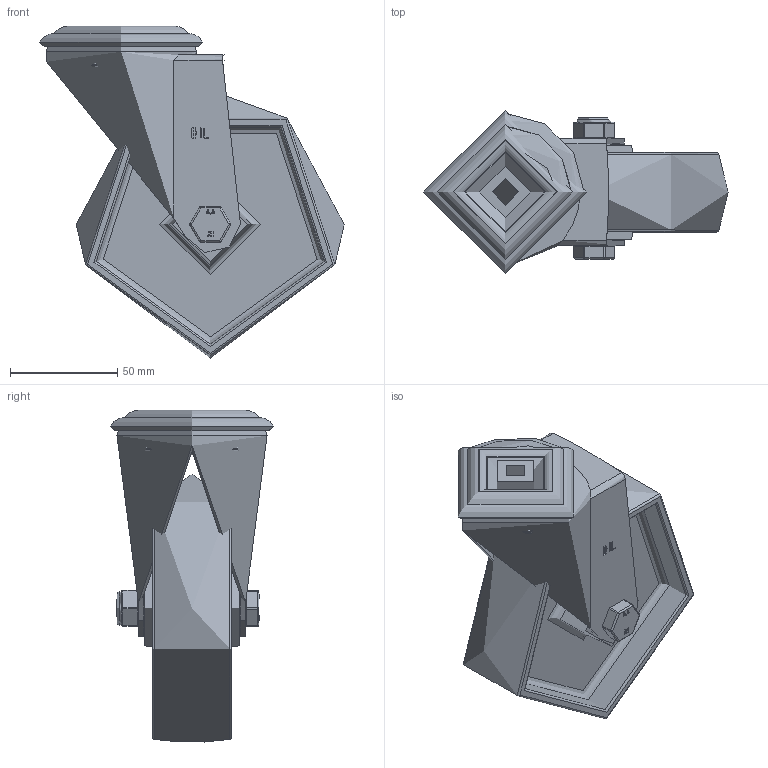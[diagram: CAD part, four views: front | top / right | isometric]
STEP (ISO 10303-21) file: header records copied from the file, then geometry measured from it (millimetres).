
FILE_DESCRIPTION(/* description */ ('','CAx-IF Rec.Pracs.---Representation and Presentation of Product Manufacturing Information (PMI)---4.0---2014-10-13'),/* implementation_level */ '2;1');
FILE_NAME(/* name */ 'BZMM125PLBH12.step',/* time_stamp */ '2024-12-05T16:13:44Z',/* author */ (''),/* organization */ (''),/* preprocessor_version */ 'ST-DEVELOPER v20',/* originating_system */ 'Autodesk Translation Framework v13.20.0.188',/* authorisation */ '');
FILE_SCHEMA (('AP242_MANAGED_MODEL_BASED_3D_ENGINEERING_MIM_LF { 1 0 10303 442 1 1 4 }'));
Length unit declared in the file: millimetre
Products named in the file (14): BZMM125PLBH12; BZMM125ASBH12 v1; ZINC PLATED, PRESSED STEEL HEAD; ZINC PLATED, PRESSED STEEL FORKS; BZMH125WPL v2; BZMH125WPL; TUBEM15X45 v1; ZINC PLATED, STEEL TUBE; HEXBOLTM10X60Z8.8 v2; GRADE 8.8 ZINC PLATED BOLT; NYLOCM10Z v1; NYLOC NUT; RUBBER; NUT
Assembly tree (13 placements, depth 4):
  BZMM125PLBH12
    BZMM125ASBH12 v1
      ZINC PLATED, PRESSED STEEL HEAD
      ZINC PLATED, PRESSED STEEL FORKS
    BZMH125WPL v2
      BZMH125WPL
    TUBEM15X45 v1
      ZINC PLATED, STEEL TUBE
    HEXBOLTM10X60Z8.8 v2
      GRADE 8.8 ZINC PLATED BOLT
    NYLOCM10Z v1
      NYLOC NUT
        RUBBER
        NUT
Bounding box: 142 x 76 x 154.85 mm (x, y, z)
Volume: 249662.4 mm3; surface area: 108876.9 mm2
Topology: 7 solids, 7 shells, 331 faces, 777 edges, 489 vertices
Faces by surface type: plane 115, cylinder 107, bspline 53, torus 29, sphere 18, cone 9
Full cylindrical faces by diameter (mm): 8.141 x19, 9.85 x20, 10 x3, 10.2 x3, 12 x2, 12.2 x1, 14.95 x1, 15.2 x1, 15.5 x1, 16 x1, 21.313 x1, 24 x3, 38 x1, 49.5 x1, 65 x1, 70 x1, 72 x1, 112 x2
Entity records: 16064 total; most frequent: CARTESIAN_POINT 8442, ORIENTED_EDGE 1554, DIRECTION 1422, EDGE_CURVE 777, AXIS2_PLACEMENT_3D 543, VERTEX_POINT 489, EDGE_LOOP 376, LINE 336
